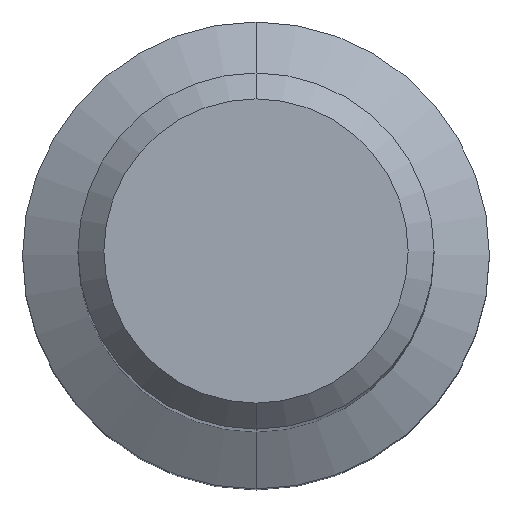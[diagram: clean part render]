
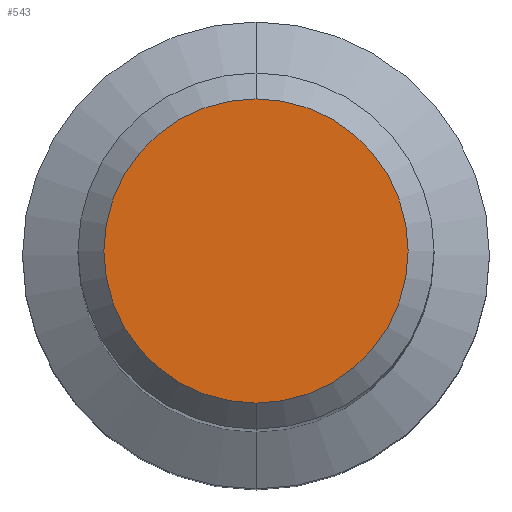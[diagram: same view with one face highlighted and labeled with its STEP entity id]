
A CAD part, top view. The second image highlights one B-rep face of the part: STEP entity #543.
In plain terms, the highlighted planar face has unit normal (0, 0, 1).
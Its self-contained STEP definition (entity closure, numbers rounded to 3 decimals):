
#257=EDGE_CURVE('',#567,#579,#649,.T.);
#337=EDGE_CURVE('',#579,#567,#743,.T.);
#543=ADVANCED_FACE('',(#968),#969,.T.);
#567=VERTEX_POINT('',#995);
#579=VERTEX_POINT('',#1007);
#649=CIRCLE('',#1090,4.655);
#743=CIRCLE('',#1265,4.655);
#968=FACE_OUTER_BOUND('',#1752,.T.);
#969=PLANE('',#1753);
#995=CARTESIAN_POINT('',(0.,-4.655,0.0));
#1007=CARTESIAN_POINT('',(0.0,4.655,0.0));
#1090=AXIS2_PLACEMENT_3D('',#1869,#1870,#1871);
#1265=AXIS2_PLACEMENT_3D('',#1990,#1991,#1992);
#1752=EDGE_LOOP('',(#2252,#2253));
#1753=AXIS2_PLACEMENT_3D('',#2254,#2255,#2256);
#1869=CARTESIAN_POINT('',(0.0,0.0,0.0));
#1870=DIRECTION('',(0.0,0.0,-1.0));
#1871=DIRECTION('',(0.0,1.0,0.0));
#1990=CARTESIAN_POINT('',(0.0,0.0,0.0));
#1991=DIRECTION('',(0.0,0.0,-1.0));
#1992=DIRECTION('',(0.0,1.0,0.0));
#2252=ORIENTED_EDGE('',*,*,#337,.F.);
#2253=ORIENTED_EDGE('',*,*,#257,.F.);
#2254=CARTESIAN_POINT('',(0.0,2.327,0.0));
#2255=DIRECTION('',(-0.0,0.0,1.0));
#2256=DIRECTION('',(0.0,-1.0,0.0));
